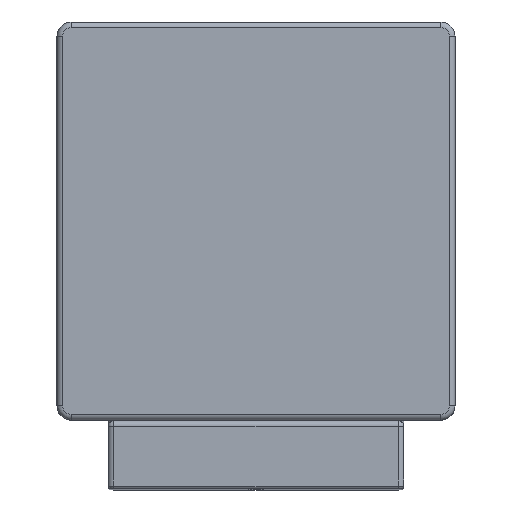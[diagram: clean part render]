
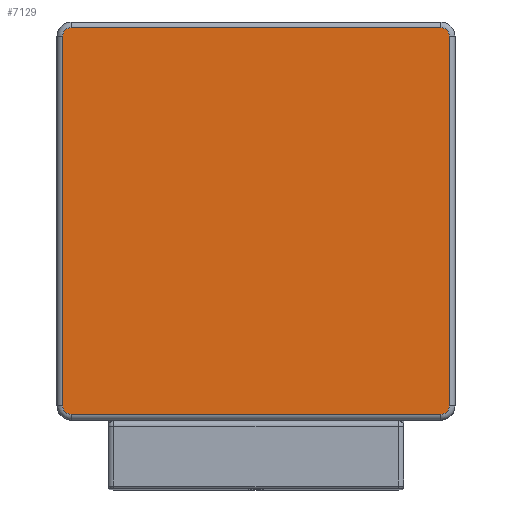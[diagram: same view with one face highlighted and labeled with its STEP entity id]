
A CAD part, top view. The second image highlights one B-rep face of the part: STEP entity #7129.
In plain terms, the highlighted face is planar.
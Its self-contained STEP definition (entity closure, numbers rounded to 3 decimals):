
#6846=CARTESIAN_POINT('Vertex',(-34.,-32.5,0.)) ;
#6853=CARTESIAN_POINT('Vertex',(-34.,32.5,0.)) ;
#6856=CARTESIAN_POINT('Line Origine',(-34.,0.,0.)) ;
#6884=CARTESIAN_POINT('Vertex',(-32.5,34.,0.)) ;
#6887=CARTESIAN_POINT('Axis2P3D Location',(-32.5,32.5,0.)) ;
#7042=CARTESIAN_POINT('Vertex',(-32.5,-34.,0.)) ;
#7045=CARTESIAN_POINT('Axis2P3D Location',(-32.5,-32.5,0.)) ;
#7066=CARTESIAN_POINT('Vertex',(32.5,-34.,0.)) ;
#7076=CARTESIAN_POINT('Line Origine',(0.,-34.,0.)) ;
#7088=CARTESIAN_POINT('Axis2P3D Location',(-35.,0.,0.)) ;
#7093=CARTESIAN_POINT('Line Origine',(0.,34.,0.)) ;
#7097=CARTESIAN_POINT('Vertex',(32.5,34.,0.)) ;
#7100=CARTESIAN_POINT('Axis2P3D Location',(32.5,32.5,0.)) ;
#7104=CARTESIAN_POINT('Vertex',(34.,32.5,0.)) ;
#7107=CARTESIAN_POINT('Line Origine',(34.,0.,0.)) ;
#7111=CARTESIAN_POINT('Vertex',(34.,-32.5,0.)) ;
#7114=CARTESIAN_POINT('Axis2P3D Location',(32.5,-32.5,0.)) ;
#6858=VECTOR('Line Direction',#6857,1.) ;
#7078=VECTOR('Line Direction',#7077,1.) ;
#7095=VECTOR('Line Direction',#7094,1.) ;
#7109=VECTOR('Line Direction',#7108,1.) ;
#6857=DIRECTION('Vector Direction',(0.,1.,0.)) ;
#6888=DIRECTION('Axis2P3D Direction',(-0.,0.,1.)) ;
#7046=DIRECTION('Axis2P3D Direction',(-0.,0.,1.)) ;
#7077=DIRECTION('Vector Direction',(1.,0.,0.)) ;
#7089=DIRECTION('Axis2P3D Direction',(0.,0.,1.)) ;
#7090=DIRECTION('Axis2P3D XDirection',(1.,0.,0.)) ;
#7094=DIRECTION('Vector Direction',(1.,0.,0.)) ;
#7101=DIRECTION('Axis2P3D Direction',(0.,0.,1.)) ;
#7108=DIRECTION('Vector Direction',(0.,1.,0.)) ;
#7115=DIRECTION('Axis2P3D Direction',(0.,0.,1.)) ;
#6889=AXIS2_PLACEMENT_3D('Circle Axis2P3D',#6887,#6888,$) ;
#7047=AXIS2_PLACEMENT_3D('Circle Axis2P3D',#7045,#7046,$) ;
#7091=AXIS2_PLACEMENT_3D('Plane Axis2P3D',#7088,#7089,#7090) ;
#7102=AXIS2_PLACEMENT_3D('Circle Axis2P3D',#7100,#7101,$) ;
#7116=AXIS2_PLACEMENT_3D('Circle Axis2P3D',#7114,#7115,$) ;
#6859=LINE('Line',#6856,#6858) ;
#7079=LINE('Line',#7076,#7078) ;
#7096=LINE('Line',#7093,#7095) ;
#7110=LINE('Line',#7107,#7109) ;
#6890=CIRCLE('generated circle',#6889,1.5) ;
#7048=CIRCLE('generated circle',#7047,1.5) ;
#7103=CIRCLE('generated circle',#7102,1.5) ;
#7117=CIRCLE('generated circle',#7116,1.5) ;
#7092=PLANE('',#7091) ;
#6860=EDGE_CURVE('',#6847,#6854,#6859,.T.) ;
#6891=EDGE_CURVE('',#6854,#6885,#6890,.F.) ;
#7049=EDGE_CURVE('',#7043,#6847,#7048,.F.) ;
#7080=EDGE_CURVE('',#7067,#7043,#7079,.F.) ;
#7099=EDGE_CURVE('',#6885,#7098,#7096,.T.) ;
#7106=EDGE_CURVE('',#7098,#7105,#7103,.F.) ;
#7113=EDGE_CURVE('',#7105,#7112,#7110,.F.) ;
#7118=EDGE_CURVE('',#7112,#7067,#7117,.F.) ;
#7120=ORIENTED_EDGE('',*,*,#7080,.T.) ;
#7121=ORIENTED_EDGE('',*,*,#7049,.T.) ;
#7122=ORIENTED_EDGE('',*,*,#6860,.T.) ;
#7123=ORIENTED_EDGE('',*,*,#6891,.T.) ;
#7124=ORIENTED_EDGE('',*,*,#7099,.T.) ;
#7125=ORIENTED_EDGE('',*,*,#7106,.T.) ;
#7126=ORIENTED_EDGE('',*,*,#7113,.T.) ;
#7127=ORIENTED_EDGE('',*,*,#7118,.T.) ;
#7119=EDGE_LOOP('',(#7120,#7121,#7122,#7123,#7124,#7125,#7126,#7127)) ;
#6847=VERTEX_POINT('',#6846) ;
#6854=VERTEX_POINT('',#6853) ;
#6885=VERTEX_POINT('',#6884) ;
#7043=VERTEX_POINT('',#7042) ;
#7067=VERTEX_POINT('',#7066) ;
#7098=VERTEX_POINT('',#7097) ;
#7105=VERTEX_POINT('',#7104) ;
#7112=VERTEX_POINT('',#7111) ;
#7129=ADVANCED_FACE('Hauptk\X2\00F6\X0\rper',(#7128),#7092,.F.) ;
#7128=FACE_OUTER_BOUND('',#7119,.T.) ;
